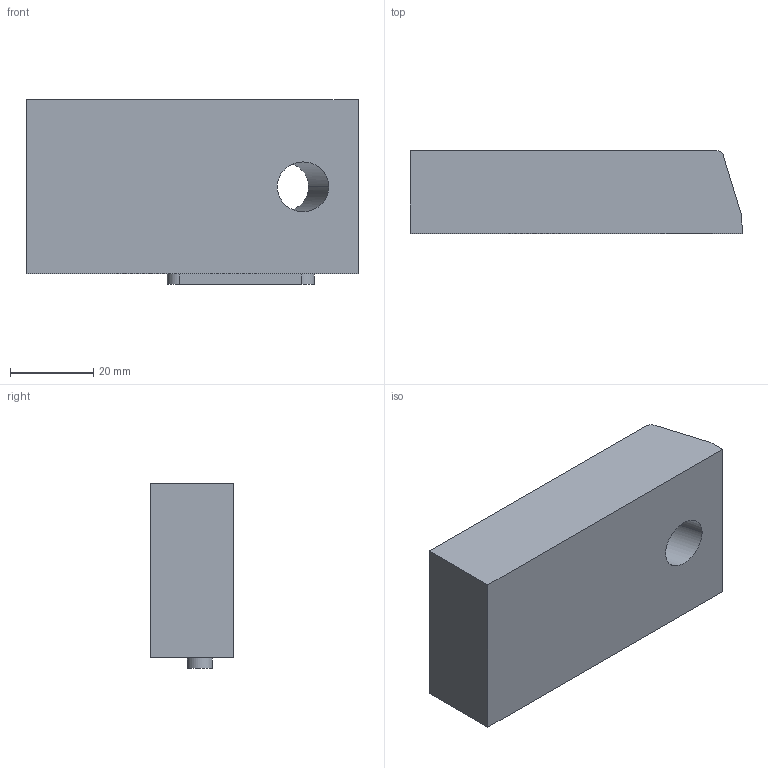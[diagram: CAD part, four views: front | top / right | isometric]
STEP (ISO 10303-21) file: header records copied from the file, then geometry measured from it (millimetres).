
FILE_DESCRIPTION (( 'STEP AP214' ), '1' );
FILE_NAME ('CA422080.STEP', '2015-11-02T13:34:29', ( '' ), ( '' ), 'SwSTEP 2.0', 'SolidWorks 2015', '' );
FILE_SCHEMA (( 'AUTOMOTIVE_DESIGN' ));
Length unit declared in the file: millimetre
Products named in the file (1): CA422080
Bounding box: 80 x 20 x 44.5 mm (x, y, z)
Volume: 63689.5 mm3; surface area: 12044.4 mm2
Topology: 1 solids, 1 shells, 18 faces, 43 edges, 28 vertices
Faces by surface type: plane 10, cylinder 6, bspline 2
Entity records: 855 total; most frequent: CARTESIAN_POINT 214, ORIENTED_EDGE 86, DIRECTION 81, EDGE_CURVE 43, VERTEX_POINT 28, AXIS2_PLACEMENT_3D 27, LINE 27, VECTOR 27
